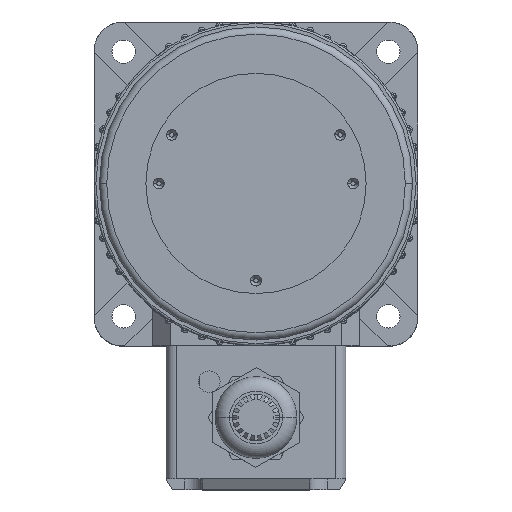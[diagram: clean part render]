
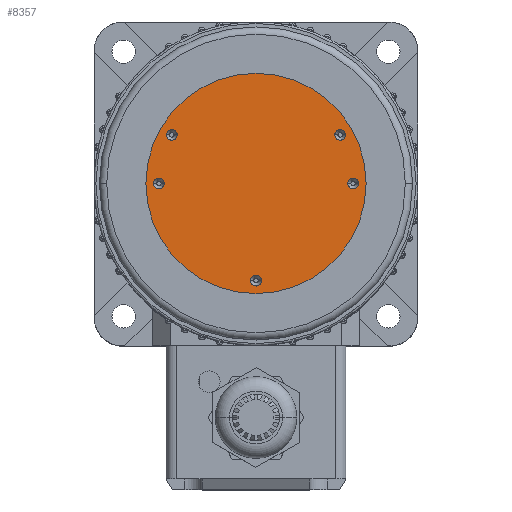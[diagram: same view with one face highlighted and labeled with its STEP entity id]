
A CAD part, top view. The second image highlights one B-rep face of the part: STEP entity #8357.
In plain terms, the highlighted planar face has unit normal (0, 0, 1).
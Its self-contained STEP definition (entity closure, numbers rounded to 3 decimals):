
#16 = CARTESIAN_POINT ( 'NONE',  ( -30.6, 0., 96. ) ) ;
#104 = DIRECTION ( 'NONE',  ( 1., 0., 0. ) ) ;
#588 = AXIS2_PLACEMENT_3D ( 'NONE', #18484, #9598, #104 ) ;
#1226 = DIRECTION ( 'NONE',  ( 1., 0., 0. ) ) ;
#1297 = DIRECTION ( 'NONE',  ( 1., 0., 0. ) ) ;
#1316 = AXIS2_PLACEMENT_3D ( 'NONE', #4717, #15248, #6272 ) ;
#1406 = CARTESIAN_POINT ( 'NONE',  ( 0., 0., 96. ) ) ;
#1937 = CARTESIAN_POINT ( 'NONE',  ( 0., 0., 96. ) ) ;
#2025 = AXIS2_PLACEMENT_3D ( 'NONE', #7766, #18182, #9290 ) ;
#2090 = CARTESIAN_POINT ( 'NONE',  ( 1.5, -27., 96. ) ) ;
#2156 = AXIS2_PLACEMENT_3D ( 'NONE', #13625, #4581, #15113 ) ;
#2295 = CARTESIAN_POINT ( 'NONE',  ( -23.383, 13.5, 96. ) ) ;
#2336 = CARTESIAN_POINT ( 'NONE',  ( 0., -27., 96. ) ) ;
#2440 = AXIS2_PLACEMENT_3D ( 'NONE', #19544, #10653, #1297 ) ;
#2962 = AXIS2_PLACEMENT_3D ( 'NONE', #19481, #10587, #1226 ) ;
#3063 = DIRECTION ( 'NONE',  ( 1., 0., 0. ) ) ;
#3544 = EDGE_CURVE ( 'NONE', #17781, #12351, #13208, .T. ) ;
#3569 = EDGE_CURVE ( 'NONE', #10926, #7453, #12920, .T. ) ;
#3595 = EDGE_CURVE ( 'NONE', #15586, #17102, #12900, .T. ) ;
#3597 = EDGE_CURVE ( 'NONE', #8431, #6181, #12976, .T. ) ;
#3626 = EDGE_CURVE ( 'NONE', #9386, #4904, #12791, .T. ) ;
#3633 = EDGE_CURVE ( 'NONE', #6316, #5781, #12712, .T. ) ;
#3913 = DIRECTION ( 'NONE',  ( 1., 0., 0. ) ) ;
#3952 = DIRECTION ( 'NONE',  ( 1., 0., 0. ) ) ;
#4040 = AXIS2_PLACEMENT_3D ( 'NONE', #5934, #16416, #7505 ) ;
#4081 = EDGE_CURVE ( 'NONE', #7453, #10926, #11456, .T. ) ;
#4201 = AXIS2_PLACEMENT_3D ( 'NONE', #2295, #13006, #3913 ) ;
#4322 = EDGE_CURVE ( 'NONE', #17102, #15586, #10769, .T. ) ;
#4581 = DIRECTION ( 'NONE',  ( 0., 0., 1. ) ) ;
#4638 = EDGE_CURVE ( 'NONE', #6181, #8431, #9806, .T. ) ;
#4717 = CARTESIAN_POINT ( 'NONE',  ( -27., 0., 96. ) ) ;
#4790 = ORIENTED_EDGE ( 'NONE', *, *, #3569, .F. ) ;
#4904 = VERTEX_POINT ( 'NONE', #7949 ) ;
#4936 = EDGE_CURVE ( 'NONE', #4904, #9386, #8724, .T. ) ;
#5045 = ORIENTED_EDGE ( 'NONE', *, *, #4081, .F. ) ;
#5122 = ORIENTED_EDGE ( 'NONE', *, *, #3595, .F. ) ;
#5157 = EDGE_CURVE ( 'NONE', #5781, #6316, #8004, .T. ) ;
#5192 = DIRECTION ( 'NONE',  ( 1., 0., 0. ) ) ;
#5325 = EDGE_CURVE ( 'NONE', #12351, #17781, #7318, .T. ) ;
#5398 = ORIENTED_EDGE ( 'NONE', *, *, #4322, .F. ) ;
#5427 = CARTESIAN_POINT ( 'NONE',  ( -24.883, 13.5, 96. ) ) ;
#5566 = ORIENTED_EDGE ( 'NONE', *, *, #3597, .F. ) ;
#5711 = DIRECTION ( 'NONE',  ( 0., 0., 1. ) ) ;
#5781 = VERTEX_POINT ( 'NONE', #7316 ) ;
#5809 = ORIENTED_EDGE ( 'NONE', *, *, #4638, .F. ) ;
#5934 = CARTESIAN_POINT ( 'NONE',  ( 0., 0., 96. ) ) ;
#5942 = ORIENTED_EDGE ( 'NONE', *, *, #3626, .F. ) ;
#6064 = AXIS2_PLACEMENT_3D ( 'NONE', #1937, #14194, #5192 ) ;
#6181 = VERTEX_POINT ( 'NONE', #12800 ) ;
#6272 = DIRECTION ( 'NONE',  ( 1., 0., 0. ) ) ;
#6316 = VERTEX_POINT ( 'NONE', #8748 ) ;
#6321 = ORIENTED_EDGE ( 'NONE', *, *, #4936, .F. ) ;
#6771 = ORIENTED_EDGE ( 'NONE', *, *, #3633, .F. ) ;
#7316 = CARTESIAN_POINT ( 'NONE',  ( -28.5, 0., 96. ) ) ;
#7318 = CIRCLE ( 'NONE', #19436, 30.6 ) ;
#7453 = VERTEX_POINT ( 'NONE', #7651 ) ;
#7505 = DIRECTION ( 'NONE',  ( 1., 0., 0. ) ) ;
#7651 = CARTESIAN_POINT ( 'NONE',  ( 21.883, 13.5, 96. ) ) ;
#7766 = CARTESIAN_POINT ( 'NONE',  ( 27., 0., 96. ) ) ;
#7949 = CARTESIAN_POINT ( 'NONE',  ( 25.5, 0., 96. ) ) ;
#8004 = CIRCLE ( 'NONE', #12921, 1.5 ) ;
#8210 = ORIENTED_EDGE ( 'NONE', *, *, #5157, .F. ) ;
#8357 = ADVANCED_FACE ( 'NONE', ( #14748, #12522, #13908, #16373, #12432, #18072 ), #12726, .T. ) ;
#8431 = VERTEX_POINT ( 'NONE', #2090 ) ;
#8542 = ORIENTED_EDGE ( 'NONE', *, *, #3544, .T. ) ;
#8724 = CIRCLE ( 'NONE', #588, 1.5 ) ;
#8748 = CARTESIAN_POINT ( 'NONE',  ( -25.5, 0., 96. ) ) ;
#8864 = ORIENTED_EDGE ( 'NONE', *, *, #5325, .T. ) ;
#9290 = DIRECTION ( 'NONE',  ( 1., 0., 0. ) ) ;
#9328 = CARTESIAN_POINT ( 'NONE',  ( 23.383, 13.5, 96. ) ) ;
#9386 = VERTEX_POINT ( 'NONE', #19431 ) ;
#9598 = DIRECTION ( 'NONE',  ( 0., 0., 1. ) ) ;
#9806 = CIRCLE ( 'NONE', #19463, 1.5 ) ;
#10587 = DIRECTION ( 'NONE',  ( 0., 0., 1. ) ) ;
#10653 = DIRECTION ( 'NONE',  ( 0., 0., 1. ) ) ;
#10769 = CIRCLE ( 'NONE', #4201, 1.5 ) ;
#10825 = DIRECTION ( 'NONE',  ( 1., 0., 0. ) ) ;
#10926 = VERTEX_POINT ( 'NONE', #13564 ) ;
#11456 = CIRCLE ( 'NONE', #19696, 1.5 ) ;
#12245 = DIRECTION ( 'NONE',  ( 0., 0., 1. ) ) ;
#12351 = VERTEX_POINT ( 'NONE', #16 ) ;
#12432 = FACE_BOUND ( 'NONE', #13732, .T. ) ;
#12522 = FACE_BOUND ( 'NONE', #15835, .T. ) ;
#12712 = CIRCLE ( 'NONE', #1316, 1.5 ) ;
#12726 = PLANE ( 'NONE',  #6064 ) ;
#12791 = CIRCLE ( 'NONE', #2025, 1.5 ) ;
#12800 = CARTESIAN_POINT ( 'NONE',  ( -1.5, -27., 96. ) ) ;
#12900 = CIRCLE ( 'NONE', #2440, 1.5 ) ;
#12920 = CIRCLE ( 'NONE', #2962, 1.5 ) ;
#12921 = AXIS2_PLACEMENT_3D ( 'NONE', #14685, #5711, #16187 ) ;
#12976 = CIRCLE ( 'NONE', #2156, 1.5 ) ;
#13006 = DIRECTION ( 'NONE',  ( 0., 0., 1. ) ) ;
#13041 = DIRECTION ( 'NONE',  ( 0., 0., 1. ) ) ;
#13102 = CARTESIAN_POINT ( 'NONE',  ( 30.6, 0., 96. ) ) ;
#13208 = CIRCLE ( 'NONE', #4040, 30.6 ) ;
#13564 = CARTESIAN_POINT ( 'NONE',  ( 24.883, 13.5, 96. ) ) ;
#13625 = CARTESIAN_POINT ( 'NONE',  ( 0., -27., 96. ) ) ;
#13732 = EDGE_LOOP ( 'NONE', ( #6771, #8210 ) ) ;
#13908 = FACE_BOUND ( 'NONE', #16929, .T. ) ;
#14194 = DIRECTION ( 'NONE',  ( 0., 0., 1. ) ) ;
#14450 = EDGE_LOOP ( 'NONE', ( #4790, #5045 ) ) ;
#14685 = CARTESIAN_POINT ( 'NONE',  ( -27., 0., 96. ) ) ;
#14748 = FACE_BOUND ( 'NONE', #14450, .T. ) ;
#14963 = EDGE_LOOP ( 'NONE', ( #5942, #6321 ) ) ;
#14973 = CARTESIAN_POINT ( 'NONE',  ( -21.883, 13.5, 96. ) ) ;
#15113 = DIRECTION ( 'NONE',  ( 1., 0., 0. ) ) ;
#15248 = DIRECTION ( 'NONE',  ( 0., 0., 1. ) ) ;
#15586 = VERTEX_POINT ( 'NONE', #14973 ) ;
#15835 = EDGE_LOOP ( 'NONE', ( #5122, #5398 ) ) ;
#16187 = DIRECTION ( 'NONE',  ( 1., 0., 0. ) ) ;
#16309 = EDGE_LOOP ( 'NONE', ( #8542, #8864 ) ) ;
#16373 = FACE_BOUND ( 'NONE', #14963, .T. ) ;
#16416 = DIRECTION ( 'NONE',  ( 0., 0., 1. ) ) ;
#16929 = EDGE_LOOP ( 'NONE', ( #5566, #5809 ) ) ;
#17102 = VERTEX_POINT ( 'NONE', #5427 ) ;
#17781 = VERTEX_POINT ( 'NONE', #13102 ) ;
#18072 = FACE_OUTER_BOUND ( 'NONE', #16309, .T. ) ;
#18182 = DIRECTION ( 'NONE',  ( 0., 0., 1. ) ) ;
#18484 = CARTESIAN_POINT ( 'NONE',  ( 27., 0., 96. ) ) ;
#19431 = CARTESIAN_POINT ( 'NONE',  ( 28.5, 0., 96. ) ) ;
#19436 = AXIS2_PLACEMENT_3D ( 'NONE', #1406, #12245, #3063 ) ;
#19463 = AXIS2_PLACEMENT_3D ( 'NONE', #2336, #13041, #3952 ) ;
#19481 = CARTESIAN_POINT ( 'NONE',  ( 23.383, 13.5, 96. ) ) ;
#19544 = CARTESIAN_POINT ( 'NONE',  ( -23.383, 13.5, 96. ) ) ;
#19696 = AXIS2_PLACEMENT_3D ( 'NONE', #9328, #19715, #10825 ) ;
#19715 = DIRECTION ( 'NONE',  ( 0., 0., 1. ) ) ;
